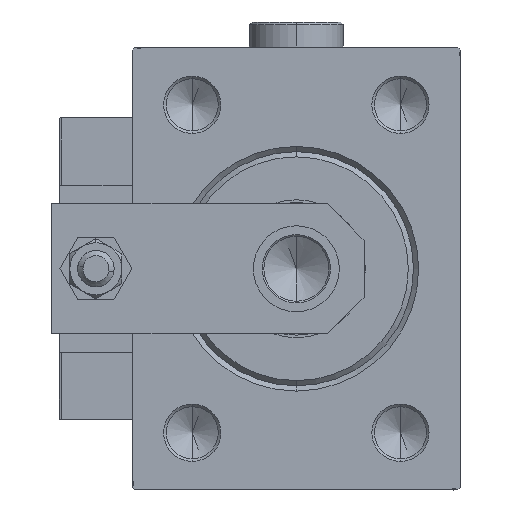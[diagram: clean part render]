
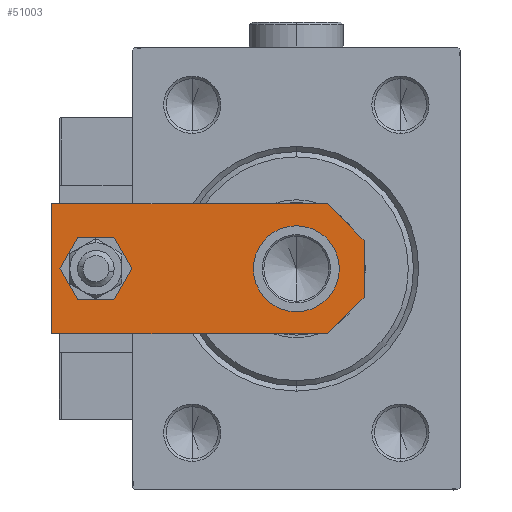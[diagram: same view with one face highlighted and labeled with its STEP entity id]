
A CAD part, left-side view. The second image highlights one B-rep face of the part: STEP entity #51003.
In plain terms, the highlighted face is planar.
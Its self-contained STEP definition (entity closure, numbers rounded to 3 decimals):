
#315 = PLANE ( 'NONE',  #6400 ) ;
#624 = VECTOR ( 'NONE', #43963, 1000. ) ;
#1102 = EDGE_LOOP ( 'NONE', ( #15160, #44017 ) ) ;
#1720 = CARTESIAN_POINT ( 'NONE',  ( 12.5, 60., 6. ) ) ;
#2678 = EDGE_LOOP ( 'NONE', ( #3533, #39406, #9729, #38347, #19317, #17815 ) ) ;
#3328 = CARTESIAN_POINT ( 'NONE',  ( -4., 51.5, 6. ) ) ;
#3533 = ORIENTED_EDGE ( 'NONE', *, *, #27629, .T. ) ;
#3743 = FACE_BOUND ( 'NONE', #1102, .T. ) ;
#5121 = DIRECTION ( 'NONE',  ( 0., 0., 1. ) ) ;
#5362 = LINE ( 'NONE', #13313, #48751 ) ;
#5369 = CIRCLE ( 'NONE', #29065, 8.25 ) ;
#5861 = CARTESIAN_POINT ( 'NONE',  ( -12.5, 60., 6. ) ) ;
#6400 = AXIS2_PLACEMENT_3D ( 'NONE', #43767, #47736, #35802 ) ;
#6731 = AXIS2_PLACEMENT_3D ( 'NONE', #10172, #42476, #30533 ) ;
#6821 = CARTESIAN_POINT ( 'NONE',  ( 0., 51.5, 6. ) ) ;
#8275 = CARTESIAN_POINT ( 'NONE',  ( 8.25, 13., 6. ) ) ;
#8559 = ORIENTED_EDGE ( 'NONE', *, *, #10707, .F. ) ;
#8608 = VERTEX_POINT ( 'NONE', #1720 ) ;
#9606 = DIRECTION ( 'NONE',  ( 0.707, -0.707, 0. ) ) ;
#9729 = ORIENTED_EDGE ( 'NONE', *, *, #48281, .T. ) ;
#10172 = CARTESIAN_POINT ( 'NONE',  ( 0., 13., 6. ) ) ;
#10707 = EDGE_CURVE ( 'NONE', #14782, #16280, #18888, .T. ) ;
#11140 = LINE ( 'NONE', #51655, #12317 ) ;
#12317 = VECTOR ( 'NONE', #26480, 1000. ) ;
#12598 = CARTESIAN_POINT ( 'NONE',  ( -8.25, 13., 6. ) ) ;
#13313 = CARTESIAN_POINT ( 'NONE',  ( -2.75, -2.75, 6. ) ) ;
#13356 = EDGE_CURVE ( 'NONE', #16402, #30027, #5369, .T. ) ;
#13446 = LINE ( 'NONE', #21383, #21525 ) ;
#13591 = CARTESIAN_POINT ( 'NONE',  ( 0., 51.5, 6. ) ) ;
#14042 = CARTESIAN_POINT ( 'NONE',  ( 5.5, 0., 6. ) ) ;
#14782 = VERTEX_POINT ( 'NONE', #27802 ) ;
#15160 = ORIENTED_EDGE ( 'NONE', *, *, #13356, .F. ) ;
#16280 = VERTEX_POINT ( 'NONE', #3328 ) ;
#16402 = VERTEX_POINT ( 'NONE', #12598 ) ;
#16417 = VECTOR ( 'NONE', #26063, 1000. ) ;
#17567 = VERTEX_POINT ( 'NONE', #39686 ) ;
#17815 = ORIENTED_EDGE ( 'NONE', *, *, #26692, .T. ) ;
#18103 = LINE ( 'NONE', #46987, #16417 ) ;
#18888 = CIRCLE ( 'NONE', #48522, 4. ) ;
#19086 = AXIS2_PLACEMENT_3D ( 'NONE', #6821, #51325, #43389 ) ;
#19194 = EDGE_CURVE ( 'NONE', #34261, #43596, #5362, .T. ) ;
#19317 = ORIENTED_EDGE ( 'NONE', *, *, #29518, .T. ) ;
#19502 = VECTOR ( 'NONE', #33718, 1000. ) ;
#20364 = LINE ( 'NONE', #24590, #624 ) ;
#21383 = CARTESIAN_POINT ( 'NONE',  ( -12.5, 60., 6. ) ) ;
#21525 = VECTOR ( 'NONE', #41273, 1000. ) ;
#23889 = ORIENTED_EDGE ( 'NONE', *, *, #33524, .F. ) ;
#24590 = CARTESIAN_POINT ( 'NONE',  ( 2.75, -2.75, 6. ) ) ;
#25398 = CARTESIAN_POINT ( 'NONE',  ( -12.5, 7., 6. ) ) ;
#26063 = DIRECTION ( 'NONE',  ( -1., 0., 0. ) ) ;
#26283 = LINE ( 'NONE', #30262, #19502 ) ;
#26480 = DIRECTION ( 'NONE',  ( 0., 1., 0. ) ) ;
#26692 = EDGE_CURVE ( 'NONE', #8608, #30089, #18103, .T. ) ;
#27629 = EDGE_CURVE ( 'NONE', #30089, #34261, #13446, .T. ) ;
#27802 = CARTESIAN_POINT ( 'NONE',  ( 4., 51.5, 6. ) ) ;
#28310 = EDGE_LOOP ( 'NONE', ( #23889, #8559 ) ) ;
#29065 = AXIS2_PLACEMENT_3D ( 'NONE', #38833, #30602, #30348 ) ;
#29518 = EDGE_CURVE ( 'NONE', #17567, #8608, #11140, .T. ) ;
#30027 = VERTEX_POINT ( 'NONE', #8275 ) ;
#30089 = VERTEX_POINT ( 'NONE', #5861 ) ;
#30262 = CARTESIAN_POINT ( 'NONE',  ( -12.5, 0., 6. ) ) ;
#30348 = DIRECTION ( 'NONE',  ( 1., 0., 0. ) ) ;
#30533 = DIRECTION ( 'NONE',  ( 1., 0., 0. ) ) ;
#30602 = DIRECTION ( 'NONE',  ( 0., 0., 1. ) ) ;
#31254 = CIRCLE ( 'NONE', #6731, 8.25 ) ;
#33524 = EDGE_CURVE ( 'NONE', #16280, #14782, #45366, .T. ) ;
#33718 = DIRECTION ( 'NONE',  ( 1., 0., 0. ) ) ;
#34261 = VERTEX_POINT ( 'NONE', #25398 ) ;
#35802 = DIRECTION ( 'NONE',  ( 1., 0., 0. ) ) ;
#36226 = EDGE_CURVE ( 'NONE', #45642, #17567, #20364, .T. ) ;
#38347 = ORIENTED_EDGE ( 'NONE', *, *, #36226, .T. ) ;
#38833 = CARTESIAN_POINT ( 'NONE',  ( 0., 13., 6. ) ) ;
#39406 = ORIENTED_EDGE ( 'NONE', *, *, #19194, .T. ) ;
#39686 = CARTESIAN_POINT ( 'NONE',  ( 12.5, 7., 6. ) ) ;
#39708 = CARTESIAN_POINT ( 'NONE',  ( -5.5, 0., 6. ) ) ;
#40052 = FACE_BOUND ( 'NONE', #28310, .T. ) ;
#41273 = DIRECTION ( 'NONE',  ( 0., -1., 0. ) ) ;
#42095 = EDGE_CURVE ( 'NONE', #30027, #16402, #31254, .T. ) ;
#42476 = DIRECTION ( 'NONE',  ( 0., 0., 1. ) ) ;
#43389 = DIRECTION ( 'NONE',  ( 1., 0., 0. ) ) ;
#43596 = VERTEX_POINT ( 'NONE', #39708 ) ;
#43767 = CARTESIAN_POINT ( 'NONE',  ( 0., 0., 6. ) ) ;
#43963 = DIRECTION ( 'NONE',  ( 0.707, 0.707, 0. ) ) ;
#44017 = ORIENTED_EDGE ( 'NONE', *, *, #42095, .F. ) ;
#44557 = FACE_OUTER_BOUND ( 'NONE', #2678, .T. ) ;
#45366 = CIRCLE ( 'NONE', #19086, 4. ) ;
#45642 = VERTEX_POINT ( 'NONE', #14042 ) ;
#46987 = CARTESIAN_POINT ( 'NONE',  ( 12.5, 60., 6. ) ) ;
#47736 = DIRECTION ( 'NONE',  ( 0., 0., 1. ) ) ;
#48281 = EDGE_CURVE ( 'NONE', #43596, #45642, #26283, .T. ) ;
#48522 = AXIS2_PLACEMENT_3D ( 'NONE', #13591, #5121, #50140 ) ;
#48751 = VECTOR ( 'NONE', #9606, 1000. ) ;
#50140 = DIRECTION ( 'NONE',  ( 1., 0., 0. ) ) ;
#51003 = ADVANCED_FACE ( 'NONE', ( #40052, #44557, #3743 ), #315, .T. ) ;
#51325 = DIRECTION ( 'NONE',  ( 0., 0., 1. ) ) ;
#51655 = CARTESIAN_POINT ( 'NONE',  ( 12.5, 0., 6. ) ) ;
